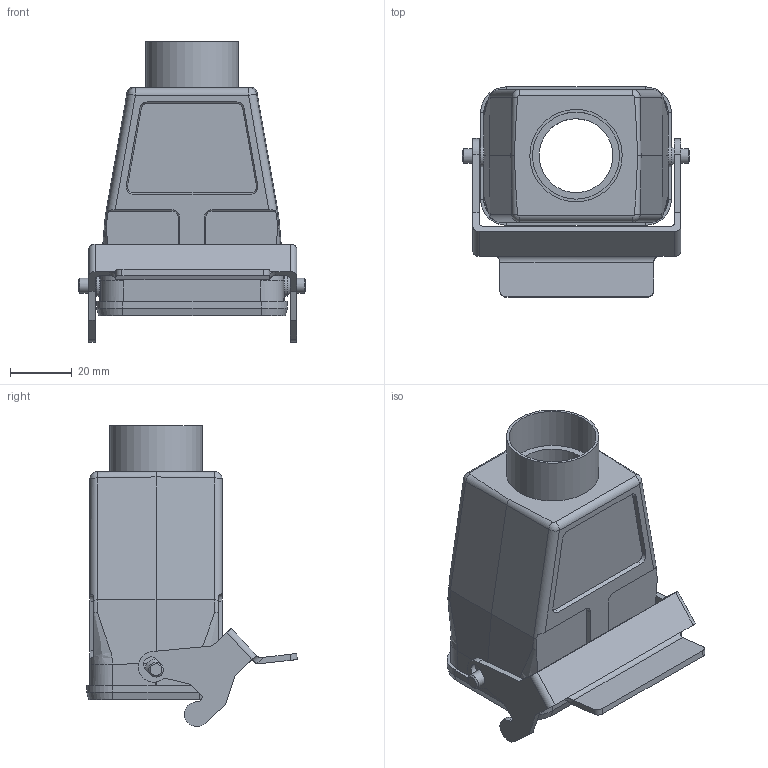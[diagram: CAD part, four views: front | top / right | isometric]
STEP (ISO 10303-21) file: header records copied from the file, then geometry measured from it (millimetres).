
FILE_DESCRIPTION((''),'2;1');
FILE_NAME('04300060752.stp','2020-07-07T15:22:38',('e.eickhoff'),(''),'Autodesk Inventor 2012','Autodesk Inventor 2012','');
FILE_SCHEMA(('AUTOMOTIVE_DESIGN { 1 0 10303 214 1 1 1 1 }'));
Length unit declared in the file: millimetre
Products named in the file (3): 04300060752; Metallbügel 1
Assembly tree (2 placements, depth 2):
  04300060752
    04300060752
    Metallbügel 1
Bounding box: 74 x 68.39 x 97.72 mm (x, y, z)
Volume: 58073.4 mm3; surface area: 39517.3 mm2
Topology: 2 solids, 5 shells, 445 faces, 1145 edges, 719 vertices
Faces by surface type: plane 238, cylinder 108, bspline 44, cone 38, torus 13, sphere 4
Full cylindrical faces by diameter (mm): 2.95 x2, 3 x4, 3.1 x2, 4 x2, 4.8 x2, 7 x2, 24 x1, 26.78 x1, 28.3 x2, 30 x1
Entity records: 14960 total; most frequent: CARTESIAN_POINT 4073, ORIENTED_EDGE 2144, DIRECTION 2111, EDGE_CURVE 1072, AXIS2_PLACEMENT_3D 726, VERTEX_POINT 697, VECTOR 659, LINE 659
